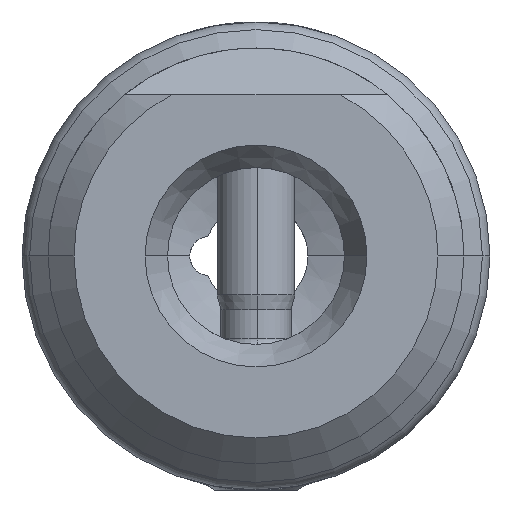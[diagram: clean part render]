
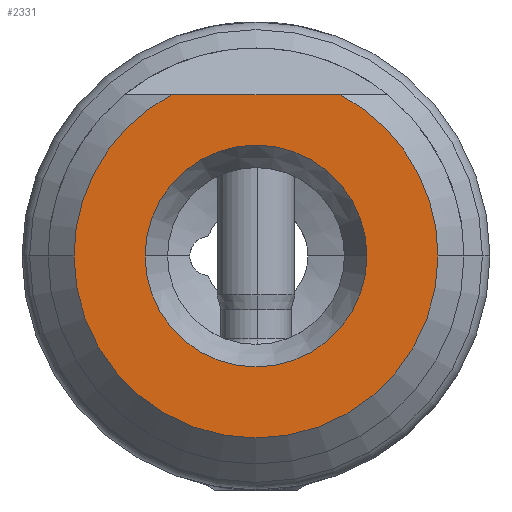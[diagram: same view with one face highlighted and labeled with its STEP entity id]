
A CAD part, left-side view. The second image highlights one B-rep face of the part: STEP entity #2331.
In plain terms, the highlighted planar face has unit normal (-1, 0, 0).
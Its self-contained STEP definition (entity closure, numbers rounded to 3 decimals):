
#32 = DIRECTION ( 'NONE',  ( 0., 1., 0. ) ) ;
#179 = DIRECTION ( 'NONE',  ( 1., 0., 0. ) ) ;
#197 = EDGE_LOOP ( 'NONE', ( #3979, #996 ) ) ;
#228 = VECTOR ( 'NONE', #963, 1000. ) ;
#241 = VERTEX_POINT ( 'NONE', #331 ) ;
#292 = AXIS2_PLACEMENT_3D ( 'NONE', #731, #179, #2841 ) ;
#331 = CARTESIAN_POINT ( 'NONE',  ( -90., 4.266, 0. ) ) ;
#414 = CARTESIAN_POINT ( 'NONE',  ( -90., -7., 0. ) ) ;
#428 = AXIS2_PLACEMENT_3D ( 'NONE', #3479, #2781, #32 ) ;
#505 = CIRCLE ( 'NONE', #292, 7. ) ;
#543 = CARTESIAN_POINT ( 'NONE',  ( -90., 0., 0. ) ) ;
#635 = CIRCLE ( 'NONE', #1791, 4.266 ) ;
#662 = DIRECTION ( 'NONE',  ( 1., 0., 0. ) ) ;
#685 = DIRECTION ( 'NONE',  ( 0., 1., 0. ) ) ;
#731 = CARTESIAN_POINT ( 'NONE',  ( -90., 0., 0. ) ) ;
#866 = EDGE_CURVE ( 'NONE', #2010, #241, #635, .T. ) ;
#963 = DIRECTION ( 'NONE',  ( 0., 1., 0. ) ) ;
#996 = ORIENTED_EDGE ( 'NONE', *, *, #2172, .T. ) ;
#1021 = DIRECTION ( 'NONE',  ( -1., 0., 0. ) ) ;
#1025 = ORIENTED_EDGE ( 'NONE', *, *, #1611, .F. ) ;
#1042 = VERTEX_POINT ( 'NONE', #2559 ) ;
#1353 = CARTESIAN_POINT ( 'NONE',  ( -90., 7., 0. ) ) ;
#1590 = DIRECTION ( 'NONE',  ( 1., 0., 0. ) ) ;
#1611 = EDGE_CURVE ( 'NONE', #1042, #3518, #505, .T. ) ;
#1641 = AXIS2_PLACEMENT_3D ( 'NONE', #2950, #662, #2984 ) ;
#1729 = ORIENTED_EDGE ( 'NONE', *, *, #3686, .F. ) ;
#1791 = AXIS2_PLACEMENT_3D ( 'NONE', #543, #3019, #2672 ) ;
#1889 = CARTESIAN_POINT ( 'NONE',  ( -90., 0., 0. ) ) ;
#1934 = FACE_BOUND ( 'NONE', #197, .T. ) ;
#2010 = VERTEX_POINT ( 'NONE', #2599 ) ;
#2172 = EDGE_CURVE ( 'NONE', #241, #2010, #2603, .T. ) ;
#2208 = ORIENTED_EDGE ( 'NONE', *, *, #3255, .T. ) ;
#2215 = FACE_OUTER_BOUND ( 'NONE', #2286, .T. ) ;
#2286 = EDGE_LOOP ( 'NONE', ( #1025, #2208, #1729, #2596 ) ) ;
#2331 = ADVANCED_FACE ( 'NONE', ( #1934, #2215 ), #2388, .T. ) ;
#2388 = PLANE ( 'NONE',  #2958 ) ;
#2559 = CARTESIAN_POINT ( 'NONE',  ( -90., -3.25, 6.2 ) ) ;
#2596 = ORIENTED_EDGE ( 'NONE', *, *, #2632, .F. ) ;
#2599 = CARTESIAN_POINT ( 'NONE',  ( -90., -4.266, 0. ) ) ;
#2603 = CIRCLE ( 'NONE', #3089, 4.266 ) ;
#2632 = EDGE_CURVE ( 'NONE', #3518, #2664, #3823, .T. ) ;
#2664 = VERTEX_POINT ( 'NONE', #3401 ) ;
#2672 = DIRECTION ( 'NONE',  ( 0., 1., 0. ) ) ;
#2760 = LINE ( 'NONE', #3153, #228 ) ;
#2781 = DIRECTION ( 'NONE',  ( 1., 0., 0. ) ) ;
#2841 = DIRECTION ( 'NONE',  ( 0., 1., 0. ) ) ;
#2950 = CARTESIAN_POINT ( 'NONE',  ( -90., 0., 0. ) ) ;
#2958 = AXIS2_PLACEMENT_3D ( 'NONE', #1353, #1021, #3529 ) ;
#2970 = VERTEX_POINT ( 'NONE', #3359 ) ;
#2984 = DIRECTION ( 'NONE',  ( 0., 1., 0. ) ) ;
#3019 = DIRECTION ( 'NONE',  ( 1., 0., 0. ) ) ;
#3089 = AXIS2_PLACEMENT_3D ( 'NONE', #1889, #1590, #685 ) ;
#3153 = CARTESIAN_POINT ( 'NONE',  ( -90., 7., 6.2 ) ) ;
#3255 = EDGE_CURVE ( 'NONE', #1042, #2970, #2760, .T. ) ;
#3359 = CARTESIAN_POINT ( 'NONE',  ( -90., 3.25, 6.2 ) ) ;
#3401 = CARTESIAN_POINT ( 'NONE',  ( -90., 7., 0. ) ) ;
#3436 = CIRCLE ( 'NONE', #1641, 7. ) ;
#3479 = CARTESIAN_POINT ( 'NONE',  ( -90., 0., 0. ) ) ;
#3518 = VERTEX_POINT ( 'NONE', #414 ) ;
#3529 = DIRECTION ( 'NONE',  ( 0., -1., 0. ) ) ;
#3686 = EDGE_CURVE ( 'NONE', #2664, #2970, #3436, .T. ) ;
#3823 = CIRCLE ( 'NONE', #428, 7. ) ;
#3979 = ORIENTED_EDGE ( 'NONE', *, *, #866, .T. ) ;
